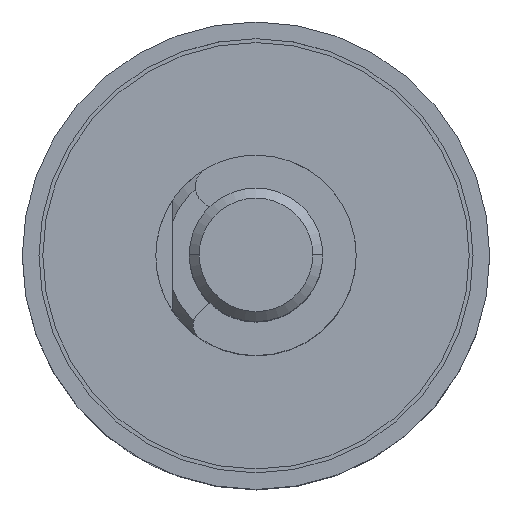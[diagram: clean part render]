
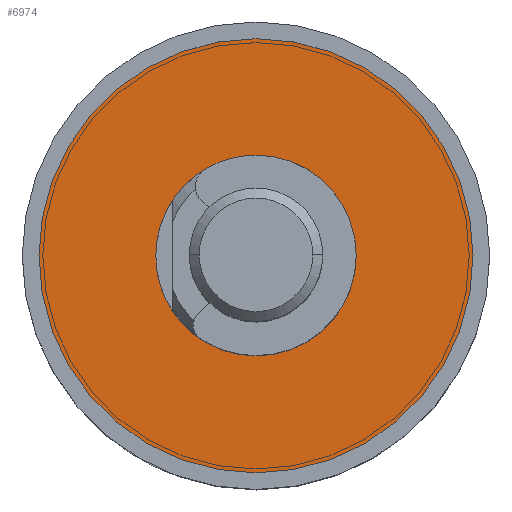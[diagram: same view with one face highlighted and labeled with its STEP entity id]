
A CAD part, top view. The second image highlights one B-rep face of the part: STEP entity #6974.
In plain terms, the highlighted planar face has unit normal (0, 0, 1).
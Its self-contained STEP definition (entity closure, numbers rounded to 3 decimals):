
#38 = DIRECTION ( 'NONE',  ( 0., 0., 1. ) ) ;
#97 = ORIENTED_EDGE ( 'NONE', *, *, #9730, .T. ) ;
#275 = AXIS2_PLACEMENT_3D ( 'NONE', #7862, #5233, #7897 ) ;
#669 = VERTEX_POINT ( 'NONE', #2733 ) ;
#719 = CARTESIAN_POINT ( 'NONE',  ( 3., 0., 0.5 ) ) ;
#843 = EDGE_LOOP ( 'NONE', ( #2723, #97 ) ) ;
#912 = CARTESIAN_POINT ( 'NONE',  ( 6.5, 0., 0.5 ) ) ;
#1135 = CARTESIAN_POINT ( 'NONE',  ( 0., 0., 0.5 ) ) ;
#1302 = DIRECTION ( 'NONE',  ( 0., 0., 1. ) ) ;
#1865 = CARTESIAN_POINT ( 'NONE',  ( -6.5, 0., 0.5 ) ) ;
#1987 = CARTESIAN_POINT ( 'NONE',  ( 0., 0., 0.5 ) ) ;
#2674 = EDGE_LOOP ( 'NONE', ( #7390, #7925 ) ) ;
#2723 = ORIENTED_EDGE ( 'NONE', *, *, #6428, .T. ) ;
#2733 = CARTESIAN_POINT ( 'NONE',  ( -3., 0., 0.5 ) ) ;
#2900 = AXIS2_PLACEMENT_3D ( 'NONE', #1135, #7958, #3631 ) ;
#3281 = VERTEX_POINT ( 'NONE', #912 ) ;
#3631 = DIRECTION ( 'NONE',  ( -1., 0., 0. ) ) ;
#3830 = CARTESIAN_POINT ( 'NONE',  ( 0., 0., 0.5 ) ) ;
#3894 = FACE_BOUND ( 'NONE', #843, .T. ) ;
#4179 = EDGE_CURVE ( 'NONE', #3281, #9607, #8663, .T. ) ;
#4329 = DIRECTION ( 'NONE',  ( 1., 0., 0. ) ) ;
#5211 = PLANE ( 'NONE',  #10758 ) ;
#5233 = DIRECTION ( 'NONE',  ( 0., 0., 1. ) ) ;
#5237 = CIRCLE ( 'NONE', #8099, 3. ) ;
#5339 = DIRECTION ( 'NONE',  ( -1., 0., 0. ) ) ;
#5565 = CIRCLE ( 'NONE', #275, 6.5 ) ;
#6428 = EDGE_CURVE ( 'NONE', #669, #7984, #5237, .T. ) ;
#6867 = CARTESIAN_POINT ( 'NONE',  ( 3., 0., 0.5 ) ) ;
#6974 = ADVANCED_FACE ( 'NONE', ( #3894, #11141 ), #5211, .T. ) ;
#7390 = ORIENTED_EDGE ( 'NONE', *, *, #4179, .T. ) ;
#7862 = CARTESIAN_POINT ( 'NONE',  ( 0., 0., 0.5 ) ) ;
#7897 = DIRECTION ( 'NONE',  ( 1., 0., 0. ) ) ;
#7925 = ORIENTED_EDGE ( 'NONE', *, *, #10957, .T. ) ;
#7958 = DIRECTION ( 'NONE',  ( 0., 0., -1. ) ) ;
#7984 = VERTEX_POINT ( 'NONE', #719 ) ;
#8099 = AXIS2_PLACEMENT_3D ( 'NONE', #1987, #8674, #5339 ) ;
#8663 = CIRCLE ( 'NONE', #11114, 6.5 ) ;
#8674 = DIRECTION ( 'NONE',  ( 0., 0., -1. ) ) ;
#9607 = VERTEX_POINT ( 'NONE', #1865 ) ;
#9730 = EDGE_CURVE ( 'NONE', #7984, #669, #10430, .T. ) ;
#9810 = DIRECTION ( 'NONE',  ( 1., 0., 0. ) ) ;
#10430 = CIRCLE ( 'NONE', #2900, 3. ) ;
#10758 = AXIS2_PLACEMENT_3D ( 'NONE', #6867, #38, #4329 ) ;
#10957 = EDGE_CURVE ( 'NONE', #9607, #3281, #5565, .T. ) ;
#11114 = AXIS2_PLACEMENT_3D ( 'NONE', #3830, #1302, #9810 ) ;
#11141 = FACE_OUTER_BOUND ( 'NONE', #2674, .T. ) ;
